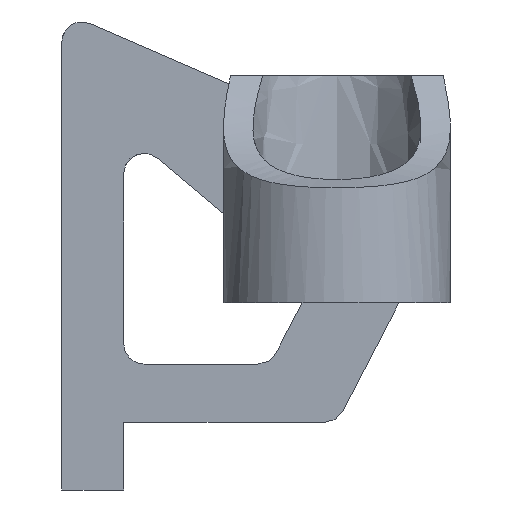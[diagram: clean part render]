
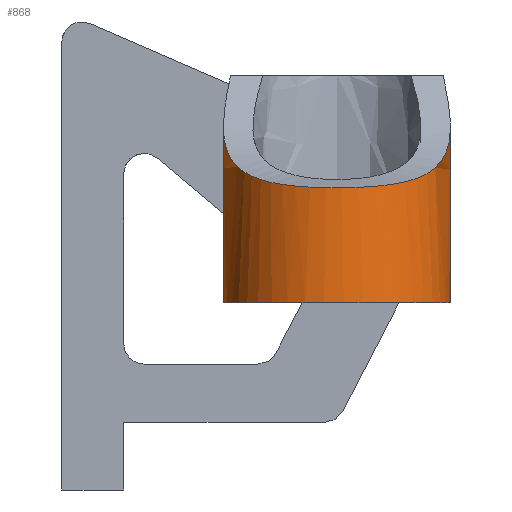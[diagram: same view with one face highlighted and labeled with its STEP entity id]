
A CAD part, left-side view. The second image highlights one B-rep face of the part: STEP entity #868.
In plain terms, the highlighted free-form (B-spline) face has degree [2, 1] with [7, 2] control points.
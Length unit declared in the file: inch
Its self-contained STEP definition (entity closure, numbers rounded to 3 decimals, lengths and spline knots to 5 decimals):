
#555=CARTESIAN_POINT('V21',(0.13042,-0.37427,1.0)
   );
#556=VERTEX_POINT('V21',#555);
#562=CARTESIAN_POINT('V22',(0.45702,0.0947,1.0)
   );
#563=VERTEX_POINT('V22',#562);
#564=CARTESIAN_POINT('E26',(0.45702,0.0947,1.0)
   );
#565=CARTESIAN_POINT('E26',(0.45702,-0.25351,1.0)
   );
#566=CARTESIAN_POINT('E26',(0.13042,-0.37427,1.0)
   );
#574=(BOUNDED_CURVE()B_SPLINE_CURVE(2,(#564,#565,#566),
   .CIRCULAR_ARC.,.F.,.U.)B_SPLINE_CURVE_WITH_KNOTS((3,3),(0.0,
   0.99341),.UNSPECIFIED.)CURVE()
   GEOMETRIC_REPRESENTATION_ITEM()RATIONAL_B_SPLINE_CURVE((1.0,
   0.713,0.755))REPRESENTATION_ITEM('E26'));
#575=EDGE_CURVE('E26',#563,#556,#574,.T.);
#577=CARTESIAN_POINT('V23',(0.13042,0.56367,1.0)
   );
#578=VERTEX_POINT('V23',#577);
#579=CARTESIAN_POINT('E27',(0.13042,0.56367,1.0)
   );
#580=CARTESIAN_POINT('E27',(0.45702,0.44291,1.0)
   );
#581=CARTESIAN_POINT('E27',(0.45702,0.0947,1.0)
   );
#589=(BOUNDED_CURVE()B_SPLINE_CURVE(2,(#579,#580,#581),
   .CIRCULAR_ARC.,.F.,.U.)B_SPLINE_CURVE_WITH_KNOTS((3,3),(
   4.20274,5.19615),.UNSPECIFIED.)CURVE()
   GEOMETRIC_REPRESENTATION_ITEM()RATIONAL_B_SPLINE_CURVE((
   0.755,0.713,1.0))REPRESENTATION_ITEM('E27'
   ));
#590=EDGE_CURVE('E27',#578,#563,#589,.T.);
#653=CARTESIAN_POINT('E33',(0.13042,-0.37427,1.0)
   );
#654=CARTESIAN_POINT('E33',(0.08966,-0.38934,
   0.92758));
#655=CARTESIAN_POINT('E33',(0.04057,-0.40143,
   0.86124));
#656=CARTESIAN_POINT('E33',(-0.08164,-0.40822,
   0.73169));
#657=CARTESIAN_POINT('E33',(-0.15309,-0.39884,
   0.67615));
#658=CARTESIAN_POINT('E33',(-0.31456,-0.3363,
   0.57749));
#659=CARTESIAN_POINT('E33',(-0.3982,-0.27309,
   0.54617));
#660=CARTESIAN_POINT('E33',(-0.49864,-0.12369,
   0.51577));
#661=CARTESIAN_POINT('E33',(-0.5315,-0.04581,
   0.50878));
#662=CARTESIAN_POINT('E33',(-0.54464,0.08681,
   0.50598));
#663=CARTESIAN_POINT('E33',(-0.54356,0.12862,
   0.5062));
#664=CARTESIAN_POINT('E33',(-0.52388,0.25825,
   0.51045));
#665=CARTESIAN_POINT('E33',(-0.48823,0.33391,
   0.51834));
#666=CARTESIAN_POINT('E33',(-0.40315,0.44821,
   0.54543));
#667=CARTESIAN_POINT('E33',(-0.35262,0.49255,
   0.56438));
#668=CARTESIAN_POINT('E33',(-0.21562,0.57338,
   0.63317));
#669=CARTESIAN_POINT('E33',(-0.1272,0.59459,
   0.6914));
#670=CARTESIAN_POINT('E33',(0.02372,0.59479,
   0.83905));
#671=CARTESIAN_POINT('E33',(0.08268,0.58133,
   0.91517));
#672=CARTESIAN_POINT('E33',(0.13042,0.56367,1.0)
   );
#673=B_SPLINE_CURVE_WITH_KNOTS('E33',3,(#653,#654,#655,#656,#657,
   #658,#659,#660,#661,#662,#663,#664,#665,#666,#667,#668,#669,#670,
   #671,#672),.UNSPECIFIED.,.F.,.U.,(4,2,2,2,2,2,2,2,2,4),(0.0,
   0.10278,0.22504,0.3829,
   0.49057,0.53946,0.64465,
   0.74208,0.8849,1.0),.UNSPECIFIED.);
#674=EDGE_CURVE('E33',#556,#578,#673,.T.);
#763=CARTESIAN_POINT('V16',(0.45702,0.0947,0.0)
   );
#764=VERTEX_POINT('V16',#763);
#765=CARTESIAN_POINT('E19',(0.45702,0.0947,0.0)
   );
#766=CARTESIAN_POINT('E19',(0.45702,0.96073,0.0)
   );
#767=CARTESIAN_POINT('E19',(-0.29298,0.52772,0.0)
   );
#768=CARTESIAN_POINT('E19',(-1.04298,0.0947,0.0)
   );
#769=CARTESIAN_POINT('E19',(-0.29298,-0.33831,
   0.0));
#770=CARTESIAN_POINT('E19',(0.45702,-0.77132,0.0)
   );
#771=CARTESIAN_POINT('E19',(0.45702,0.0947,0.0)
   );
#779=(BOUNDED_CURVE()B_SPLINE_CURVE(2,(#765,#766,#767,#768,#769,
   #770,#771),.CIRCULAR_ARC.,.T.,.U.)B_SPLINE_CURVE_WITH_KNOTS((3,
   2,2,3),(0.0,1.73205,3.4641,
   5.19615),.UNSPECIFIED.)CURVE()
   GEOMETRIC_REPRESENTATION_ITEM()RATIONAL_B_SPLINE_CURVE((1.0,
   0.5,1.0,0.5,1.0,0.5,1.0)
   )REPRESENTATION_ITEM('E19'));
#780=EDGE_CURVE('E19',#764,#764,#779,.T.);
#788=CARTESIAN_POINT('F10',(0.45702,0.0947,0.0)
   );
#789=CARTESIAN_POINT('F10',(0.45702,0.96073,0.0)
   );
#790=CARTESIAN_POINT('F10',(-0.29298,0.52772,0.0)
   );
#791=CARTESIAN_POINT('F10',(-1.04298,0.0947,0.0)
   );
#792=CARTESIAN_POINT('F10',(-0.29298,-0.33831,
   0.0));
#793=CARTESIAN_POINT('F10',(0.45702,-0.77132,0.0)
   );
#794=CARTESIAN_POINT('F10',(0.45702,0.0947,0.0)
   );
#795=CARTESIAN_POINT('F10',(0.45702,0.0947,1.0)
   );
#796=CARTESIAN_POINT('F10',(0.45702,0.96073,1.0)
   );
#797=CARTESIAN_POINT('F10',(-0.29298,0.52772,1.0)
   );
#798=CARTESIAN_POINT('F10',(-1.04298,0.0947,1.0)
   );
#799=CARTESIAN_POINT('F10',(-0.29298,-0.33831,
   1.0));
#800=CARTESIAN_POINT('F10',(0.45702,-0.77132,1.0)
   );
#801=CARTESIAN_POINT('F10',(0.45702,0.0947,1.0)
   );
#809=(BOUNDED_SURFACE()B_SPLINE_SURFACE(2,1,((#788,#795),(#789,
   #796),(#790,#797),(#791,#798),(#792,#799),(#793,#800),(
   #794,#801)),.CYLINDRICAL_SURF.,.T.,.F.,.U.)
   B_SPLINE_SURFACE_WITH_KNOTS((3,2,2,3),(2,2),(0.0,
   1.73205,3.4641,5.19615),(0.0,1.0),
   .UNSPECIFIED.)GEOMETRIC_REPRESENTATION_ITEM()
   RATIONAL_B_SPLINE_SURFACE(((1.0,1.0),(0.5,
   0.5),(1.0,1.0),(0.5,
   0.5),(1.0,1.0),(0.5,
   0.5),(1.0,1.0)))REPRESENTATION_ITEM('F10')SURFACE(
   ));
#810=CARTESIAN_POINT('V24',(0.45702,0.0947,
   0.81));
#811=VERTEX_POINT('V24',#810);
#812=CARTESIAN_POINT('V25',(0.45702,0.0947,
   0.19));
#813=VERTEX_POINT('V25',#812);
#814=CARTESIAN_POINT('E29',(0.45702,0.0947,
   0.81));
#815=CARTESIAN_POINT('E29',(0.45702,0.11449,
   0.81));
#816=CARTESIAN_POINT('E29',(0.45465,0.15375,
   0.80473));
#817=CARTESIAN_POINT('E29',(0.44262,0.22108,
   0.77686));
#818=CARTESIAN_POINT('E29',(0.41917,0.2904,
   0.7175));
#819=CARTESIAN_POINT('E29',(0.39586,0.33495,
   0.63608));
#820=CARTESIAN_POINT('E29',(0.38442,0.35428,
   0.55876));
#821=CARTESIAN_POINT('E29',(0.38116,0.35945,
   0.4953));
#822=CARTESIAN_POINT('E29',(0.38531,0.35286,
   0.4314));
#823=CARTESIAN_POINT('E29',(0.39849,0.33022,
   0.35332));
#824=CARTESIAN_POINT('E29',(0.42232,0.28304,
   0.27359));
#825=CARTESIAN_POINT('E29',(0.44401,0.21522,
   0.21995));
#826=CARTESIAN_POINT('E29',(0.45484,0.15005,
   0.19482));
#827=CARTESIAN_POINT('E29',(0.45702,0.1149,
   0.19));
#828=CARTESIAN_POINT('E29',(0.45702,0.0947,
   0.19));
#829=B_SPLINE_CURVE_WITH_KNOTS('E29',3,(#814,#815,#816,#817,#818,
   #819,#820,#821,#822,#823,#824,#825,#826,#827,#828),.UNSPECIFIED.,
   .F.,.U.,(4,1,1,1,1,1,1,1,1,1,1,1,4),(2.0,2.49542,
   2.98345,3.79781,4.68496,
   5.08198,5.52267,6.031,
   6.43932,7.29514,8.14355,
   8.51829,9.02415),.UNSPECIFIED.);
#830=EDGE_CURVE('E29',#811,#813,#829,.T.);
#831=ORIENTED_EDGE('E29',*,*,#830,.T.);
#832=CARTESIAN_POINT('E30',(0.45702,0.0947,0.0)
   );
#833=CARTESIAN_POINT('E30',(0.45702,0.0947,
   0.19));
#834=B_SPLINE_CURVE_WITH_KNOTS('E30',1,(#832,#833),.POLYLINE_FORM.,
   .F.,.U.,(2,2),(0.0,0.19),.UNSPECIFIED.);
#835=EDGE_CURVE('E30',#764,#813,#834,.T.);
#836=ORIENTED_EDGE('E30',*,*,#835,.F.);
#837=ORIENTED_EDGE('F7',*,*,#780,.T.);
#838=ORIENTED_EDGE('E30',*,*,#835,.T.);
#839=CARTESIAN_POINT('E31',(0.45702,0.0947,
   0.19));
#840=CARTESIAN_POINT('E31',(0.45702,0.07833,
   0.19));
#841=CARTESIAN_POINT('E31',(0.45501,0.03774,
   0.19448));
#842=CARTESIAN_POINT('E31',(0.44301,-0.03126,
   0.22203));
#843=CARTESIAN_POINT('E31',(0.41811,-0.10333,
   0.28554));
#844=CARTESIAN_POINT('E31',(0.3957,-0.14575,
   0.3652));
#845=CARTESIAN_POINT('E31',(0.38469,-0.16442,
   0.43976));
#846=CARTESIAN_POINT('E31',(0.38117,-0.17002,
   0.49995));
#847=CARTESIAN_POINT('E31',(0.38473,-0.16439,
   0.56317));
#848=CARTESIAN_POINT('E31',(0.39713,-0.14326,
   0.64095));
#849=CARTESIAN_POINT('E31',(0.42082,-0.09721,
   0.72244));
#850=CARTESIAN_POINT('E31',(0.44324,-0.02924,
   0.77822));
#851=CARTESIAN_POINT('E31',(0.4547,0.03765,
   0.80488));
#852=CARTESIAN_POINT('E31',(0.45702,0.07387,
   0.81));
#853=CARTESIAN_POINT('E31',(0.45702,0.0947,
   0.81));
#854=B_SPLINE_CURVE_WITH_KNOTS('E31',3,(#839,#840,#841,#842,#843,
   #844,#845,#846,#847,#848,#849,#850,#851,#852,#853),.UNSPECIFIED.,
   .F.,.U.,(4,1,1,1,1,1,1,1,1,1,1,1,4),(2.0,2.40987,
   3.01568,3.82736,4.71172,
   5.05251,5.49199,5.99138,
   6.39233,7.24326,8.11664,
   8.50274,9.0243),.UNSPECIFIED.);
#855=EDGE_CURVE('E31',#813,#811,#854,.T.);
#856=ORIENTED_EDGE('E31',*,*,#855,.T.);
#857=CARTESIAN_POINT('E32',(0.45702,0.0947,
   0.81));
#858=CARTESIAN_POINT('E32',(0.45702,0.0947,1.0)
   );
#859=B_SPLINE_CURVE_WITH_KNOTS('E32',1,(#857,#858),.POLYLINE_FORM.,
   .F.,.U.,(2,2),(0.81,1.0),.UNSPECIFIED.);
#860=EDGE_CURVE('E32',#811,#563,#859,.T.);
#861=ORIENTED_EDGE('E32',*,*,#860,.T.);
#862=ORIENTED_EDGE('E26',*,*,#575,.T.);
#863=ORIENTED_EDGE('E33',*,*,#674,.T.);
#864=ORIENTED_EDGE('E27',*,*,#590,.T.);
#865=ORIENTED_EDGE('E32',*,*,#860,.F.);
#866=EDGE_LOOP('F10',(#831,#836,#837,#838,#856,#861,#862,#863,#864,
   #865));
#867=FACE_OUTER_BOUND('F10',#866,.T.);
#868=ADVANCED_FACE('F10',(#867),#809,.T.);
